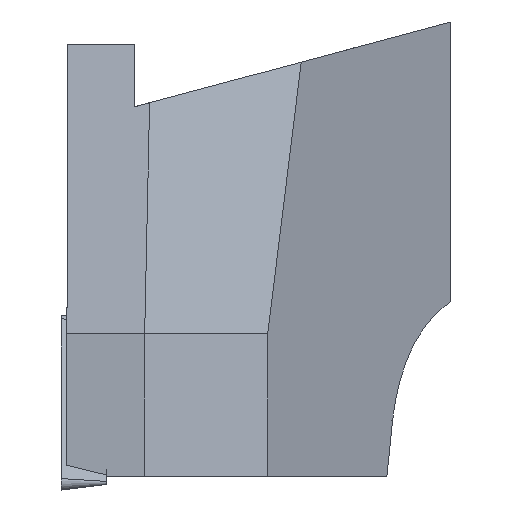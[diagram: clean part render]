
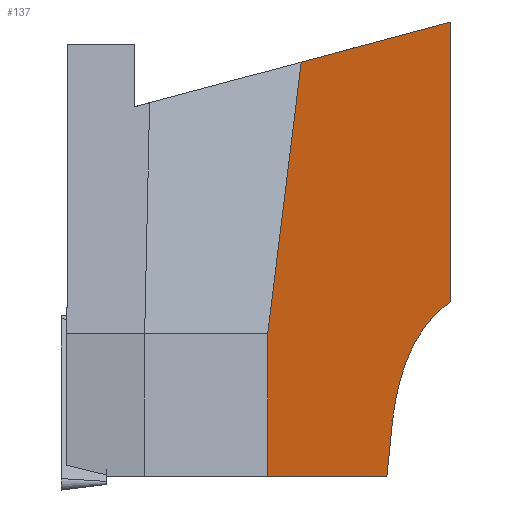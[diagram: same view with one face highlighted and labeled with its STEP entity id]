
A CAD part, left-side view. The second image highlights one B-rep face of the part: STEP entity #137.
In plain terms, the highlighted planar face has unit normal (-0.5, -0.866, 0).
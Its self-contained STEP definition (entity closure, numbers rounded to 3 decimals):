
#132=ELLIPSE('',#818,18.475,16.);
#137=ADVANCED_FACE('',(#202),#176,.F.);
#176=PLANE('',#819);
#202=FACE_OUTER_BOUND('',#230,.T.);
#230=EDGE_LOOP('',(#319,#320,#321,#322,#323,#324,#325));
#319=ORIENTED_EDGE('',*,*,#551,.T.);
#320=ORIENTED_EDGE('',*,*,#552,.F.);
#321=ORIENTED_EDGE('',*,*,#549,.F.);
#322=ORIENTED_EDGE('',*,*,#553,.F.);
#323=ORIENTED_EDGE('',*,*,#554,.T.);
#324=ORIENTED_EDGE('',*,*,#555,.F.);
#325=ORIENTED_EDGE('',*,*,#556,.T.);
#485=VERTEX_POINT('',#1128);
#486=VERTEX_POINT('',#1130);
#487=VERTEX_POINT('',#1134);
#488=VERTEX_POINT('',#1135);
#489=VERTEX_POINT('',#1138);
#490=VERTEX_POINT('',#1140);
#491=VERTEX_POINT('',#1142);
#549=EDGE_CURVE('',#485,#486,#635,.T.);
#551=EDGE_CURVE('',#487,#488,#637,.T.);
#552=EDGE_CURVE('',#486,#488,#638,.T.);
#553=EDGE_CURVE('',#489,#485,#639,.T.);
#554=EDGE_CURVE('',#489,#490,#132,.T.);
#555=EDGE_CURVE('',#491,#490,#640,.T.);
#556=EDGE_CURVE('',#491,#487,#641,.T.);
#635=LINE('',#1129,#699);
#637=LINE('',#1133,#701);
#638=LINE('',#1136,#702);
#639=LINE('',#1137,#703);
#640=LINE('',#1141,#704);
#641=LINE('',#1143,#705);
#699=VECTOR('',#911,1.);
#701=VECTOR('',#915,1.);
#702=VECTOR('',#916,1.);
#703=VECTOR('',#917,1.);
#704=VECTOR('',#920,1.);
#705=VECTOR('',#921,1.);
#818=AXIS2_PLACEMENT_3D('',#1139,#918,#919);
#819=AXIS2_PLACEMENT_3D('',#1144,#922,#923);
#911=DIRECTION('',(-0.866,0.5,0.));
#915=DIRECTION('',(-0.207,0.12,-0.971));
#916=DIRECTION('',(0.,0.,1.));
#917=DIRECTION('',(-0.173,0.1,-0.98));
#918=DIRECTION('',(0.5,0.866,0.));
#919=DIRECTION('',(0.866,-0.5,0.));
#920=DIRECTION('',(0.,0.,-1.));
#921=DIRECTION('',(-0.858,0.496,-0.133));
#922=DIRECTION('',(0.5,0.866,0.));
#923=DIRECTION('',(0.866,-0.5,0.));
#1128=CARTESIAN_POINT('',(-22.293,-33.307,-38.592));
#1129=CARTESIAN_POINT('',(-10.701,-40.,-38.592));
#1130=CARTESIAN_POINT('',(-43.826,-20.875,-38.592));
#1133=CARTESIAN_POINT('',(-34.043,-26.524,22.17));
#1134=CARTESIAN_POINT('',(-37.781,-24.366,4.653));
#1135=CARTESIAN_POINT('',(-43.826,-20.875,-23.676));
#1136=CARTESIAN_POINT('',(-43.826,-20.875,15.679));
#1137=CARTESIAN_POINT('',(-22.704,-33.07,-40.923));
#1138=CARTESIAN_POINT('',(-21.258,-33.905,-32.722));
#1139=CARTESIAN_POINT('',(-5.501,-43.002,-35.5));
#1140=CARTESIAN_POINT('',(-10.701,-40.,-20.369));
#1141=CARTESIAN_POINT('',(-10.701,-40.,-39.592));
#1142=CARTESIAN_POINT('',(-10.701,-40.,8.842));
#1143=CARTESIAN_POINT('',(-9.922,-40.45,8.963));
#1144=CARTESIAN_POINT('',(-10.701,-40.,15.679));
